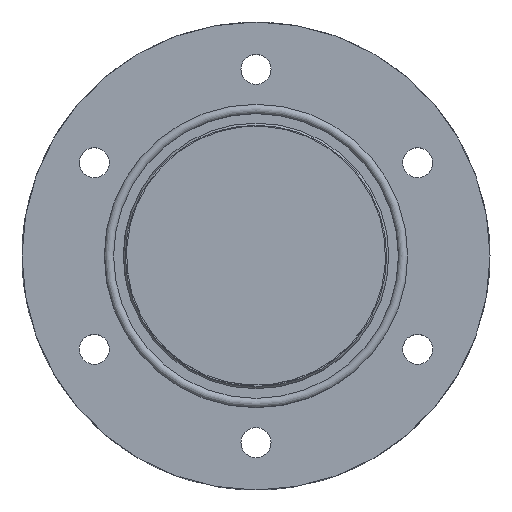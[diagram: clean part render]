
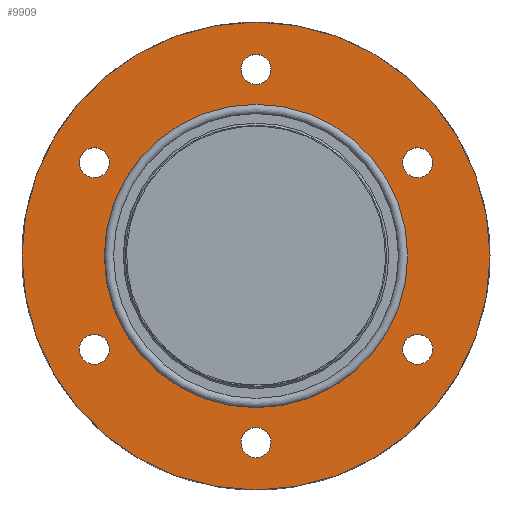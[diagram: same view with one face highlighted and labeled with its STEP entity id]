
A CAD part, top view. The second image highlights one B-rep face of the part: STEP entity #9909.
In plain terms, the highlighted planar face has unit normal (0, 0, 1).
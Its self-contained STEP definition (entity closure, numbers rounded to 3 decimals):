
#170=FACE_BOUND($,#3892,.T.);
#171=FACE_BOUND($,#3893,.T.);
#172=FACE_BOUND($,#3894,.T.);
#173=FACE_BOUND($,#3895,.T.);
#174=FACE_BOUND($,#3896,.T.);
#175=FACE_BOUND($,#3897,.T.);
#176=FACE_BOUND($,#3898,.T.);
#177=FACE_BOUND($,#3899,.T.);
#655=PLANE($,#10384);
#3892=EDGE_LOOP($,(#6481));
#3893=EDGE_LOOP($,(#6482));
#3894=EDGE_LOOP($,(#6483));
#3895=EDGE_LOOP($,(#6484));
#3896=EDGE_LOOP($,(#6485));
#3897=EDGE_LOOP($,(#6486));
#3898=EDGE_LOOP($,(#6487));
#3899=EDGE_LOOP($,(#6488));
#6481=ORIENTED_EDGE($,*,*,#8007,.T.);
#6482=ORIENTED_EDGE($,*,*,#8009,.T.);
#6483=ORIENTED_EDGE($,*,*,#8011,.T.);
#6484=ORIENTED_EDGE($,*,*,#8013,.T.);
#6485=ORIENTED_EDGE($,*,*,#8015,.T.);
#6486=ORIENTED_EDGE($,*,*,#8017,.T.);
#6487=ORIENTED_EDGE($,*,*,#8023,.T.);
#6488=ORIENTED_EDGE($,*,*,#7118,.F.);
#7118=EDGE_CURVE($,#8415,#8415,#9167,.T.);
#8007=EDGE_CURVE($,#9000,#9000,#9212,.T.);
#8009=EDGE_CURVE($,#9002,#9002,#9214,.T.);
#8011=EDGE_CURVE($,#9004,#9004,#9216,.T.);
#8013=EDGE_CURVE($,#9006,#9006,#9218,.T.);
#8015=EDGE_CURVE($,#9008,#9008,#9220,.T.);
#8017=EDGE_CURVE($,#9010,#9010,#9222,.T.);
#8023=EDGE_CURVE($,#9016,#9016,#9228,.T.);
#8415=VERTEX_POINT($,#14784);
#9000=VERTEX_POINT($,#18947);
#9002=VERTEX_POINT($,#18952);
#9004=VERTEX_POINT($,#18957);
#9006=VERTEX_POINT($,#18962);
#9008=VERTEX_POINT($,#18967);
#9010=VERTEX_POINT($,#18972);
#9016=VERTEX_POINT($,#18987);
#9167=CIRCLE($,#10088,42.);
#9212=CIRCLE($,#10324,2.7);
#9214=CIRCLE($,#10327,2.7);
#9216=CIRCLE($,#10330,2.7);
#9218=CIRCLE($,#10333,2.7);
#9220=CIRCLE($,#10336,2.7);
#9222=CIRCLE($,#10339,2.7);
#9228=CIRCLE($,#10348,27.228);
#9909=ADVANCED_FACE($,(#170,#171,#172,#173,#174,#175,#176,#177),#655,.T.);
#10088=AXIS2_PLACEMENT_3D($,#14785,#10886,#10887);
#10324=AXIS2_PLACEMENT_3D($,#18948,#11902,#11903);
#10327=AXIS2_PLACEMENT_3D($,#18953,#11908,#11909);
#10330=AXIS2_PLACEMENT_3D($,#18958,#11914,#11915);
#10333=AXIS2_PLACEMENT_3D($,#18963,#11920,#11921);
#10336=AXIS2_PLACEMENT_3D($,#18968,#11926,#11927);
#10339=AXIS2_PLACEMENT_3D($,#18973,#11932,#11933);
#10348=AXIS2_PLACEMENT_3D($,#18988,#11950,#11951);
#10384=AXIS2_PLACEMENT_3D($,#19042,#12022,#12023);
#10886=DIRECTION('center_axis',(0.,0.,-1.));
#10887=DIRECTION('ref_axis',(-1.,0.,0.));
#11902=DIRECTION('center_axis',(0.,0.,-1.));
#11903=DIRECTION('ref_axis',(0.866,0.5,0.));
#11908=DIRECTION('center_axis',(0.,0.,-1.));
#11909=DIRECTION('ref_axis',(0.866,0.5,0.));
#11914=DIRECTION('center_axis',(0.,0.,-1.));
#11915=DIRECTION('ref_axis',(0.866,0.5,0.));
#11920=DIRECTION('center_axis',(0.,0.,-1.));
#11921=DIRECTION('ref_axis',(0.866,0.5,0.));
#11926=DIRECTION('center_axis',(0.,0.,-1.));
#11927=DIRECTION('ref_axis',(0.866,0.5,0.));
#11932=DIRECTION('center_axis',(0.,0.,-1.));
#11933=DIRECTION('ref_axis',(0.866,0.5,0.));
#11950=DIRECTION('center_axis',(0.,0.,-1.));
#11951=DIRECTION('ref_axis',(-1.,0.,0.));
#12022=DIRECTION('center_axis',(0.,0.,1.));
#12023=DIRECTION('ref_axis',(1.,0.,0.));
#14784=CARTESIAN_POINT('',(-42.,0.,-15.));
#14785=CARTESIAN_POINT('Origin',(0.,0.,-15.));
#18947=CARTESIAN_POINT('',(-2.338,-34.85,-15.));
#18948=CARTESIAN_POINT('Origin',(0.,-33.5,-15.));
#18952=CARTESIAN_POINT('',(26.674,-18.1,-15.));
#18953=CARTESIAN_POINT('Origin',(29.012,-16.75,-15.));
#18957=CARTESIAN_POINT('',(-31.35,-18.1,-15.));
#18958=CARTESIAN_POINT('Origin',(-29.012,-16.75,-15.));
#18962=CARTESIAN_POINT('',(-2.338,32.15,-15.));
#18963=CARTESIAN_POINT('Origin',(0.,33.5,-15.));
#18967=CARTESIAN_POINT('',(26.674,15.4,-15.));
#18968=CARTESIAN_POINT('Origin',(29.012,16.75,-15.));
#18972=CARTESIAN_POINT('',(-31.35,15.4,-15.));
#18973=CARTESIAN_POINT('Origin',(-29.012,16.75,-15.));
#18987=CARTESIAN_POINT('',(27.228,0.,-15.));
#18988=CARTESIAN_POINT('Origin',(0.,0.,-15.));
#19042=CARTESIAN_POINT('Origin',(-32.725,0.,-15.));
